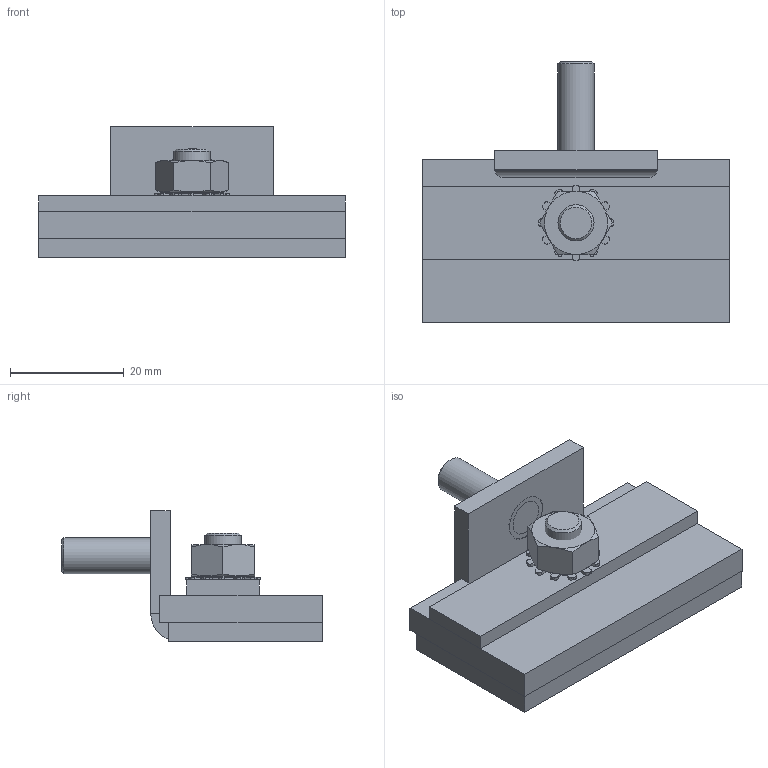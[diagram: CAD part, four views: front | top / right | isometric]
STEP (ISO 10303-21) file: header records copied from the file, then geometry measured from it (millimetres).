
FILE_DESCRIPTION(/* description */ ('LJW, WW FITTING, ASP, BOTTOM PLATE, 2.5"'),/* implementation_level */ '2;1');
FILE_NAME(/* name */ 'LJW2ASP.stp',/* time_stamp */ '2017-03-17T17:40:27+05:00',/* author */ ('mgunasekar'),/* organization */ (''),/* preprocessor_version */ 'ST-DEVELOPER v16.1',/* originating_system */ 'Autodesk Inventor 2016',/* authorisation */ '');
FILE_SCHEMA (('AUTOMOTIVE_DESIGN { 1 0 10303 214 3 1 1 }'));
Length unit declared in the file: inch
Products named in the file (6): LJW2ASPBTMP; LJW2ASPTOPP; HFW314177; 316288; 34920; LJW2ASP
Assembly tree (6 placements, depth 2):
  LJW2ASP
    LJW2ASPBTMP
    LJW2ASPTOPP
    HFW314177  x2
    316288
    34920
Bounding box: 53.98 x 45.81 x 23.02 mm (x, y, z)
Volume: 16895.4 mm3; surface area: 12156.1 mm2
Topology: 7 solids, 7 shells, 410 faces, 1138 edges, 749 vertices
Faces by surface type: plane 245, cylinder 137, cone 18, torus 10
Full cylindrical faces by diameter (mm): 4.825 x5, 6.35 x6, 7.112 x1, 7.325 x1, 7.938 x2, 8.382 x1, 8.509 x1, 8.56 x2, 9.525 x1, 9.652 x1
Entity records: 9181 total; most frequent: CARTESIAN_POINT 1824, DIRECTION 1540, ORIENTED_EDGE 1448, EDGE_CURVE 724, AXIS2_PLACEMENT_3D 538, VERTEX_POINT 498, LINE 464, VECTOR 464
